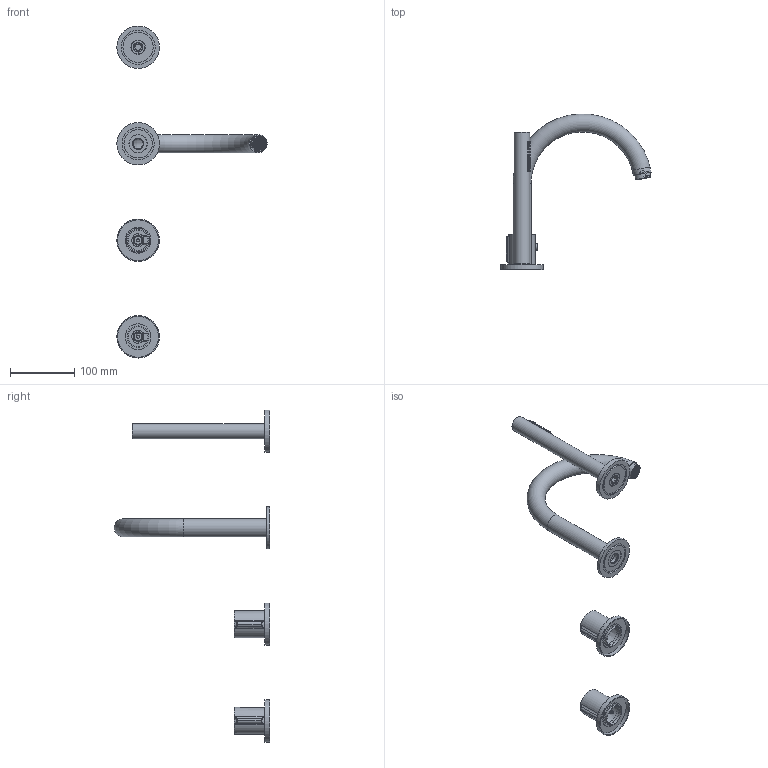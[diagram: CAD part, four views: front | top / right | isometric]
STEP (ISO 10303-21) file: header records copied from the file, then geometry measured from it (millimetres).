
FILE_DESCRIPTION (( 'STEP AP203' ), '1' );
FILE_NAME ('21CP12360.STEP', '2025-10-30T12:31:28', ( '' ), ( '' ), 'SwSTEP 2.0', 'SolidWorks 2021', '' );
FILE_SCHEMA (( 'CONFIG_CONTROL_DESIGN' ));
Length unit declared in the file: millimetre
Products named in the file (1): 21CP12360
Bounding box: 233.56 x 241.82 x 516 mm (x, y, z)
Volume: 215314.9 mm3; surface area: 179191.2 mm2
Topology: 17 solids, 17 shells, 1440 faces, 3762 edges, 2506 vertices
Faces by surface type: plane 1095, cylinder 174, cone 121, bspline 34, torus 10, sphere 6
Full cylindrical faces by diameter (mm): 3.1 x4, 3.3 x2, 4.15 x2, 4.65 x2, 5 x1, 9.8 x1, 10.1 x2, 10.2 x2, 12.5 x2, 15 x1, 15.5 x1, 16 x1, 17.4 x1, 18 x1, 19 x1, 20 x2, 20.8 x1, 21 x2, 21.1 x1, 22.5 x2, 23 x1, 23.85 x1, 24 x2, 24.5 x1, 25.6 x2, 26.4 x1, 28 x1, 28.5 x1, 28.6 x2, 31 x2
Entity records: 48043 total; most frequent: CARTESIAN_POINT 14051, ORIENTED_EDGE 6854, DIRECTION 6454, EDGE_CURVE 3427, LINE 2710, VECTOR 2710, VERTEX_POINT 2373, EDGE_LOOP 1968
